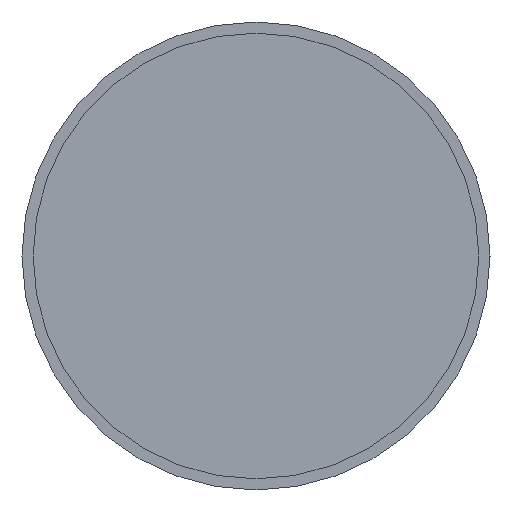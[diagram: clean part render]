
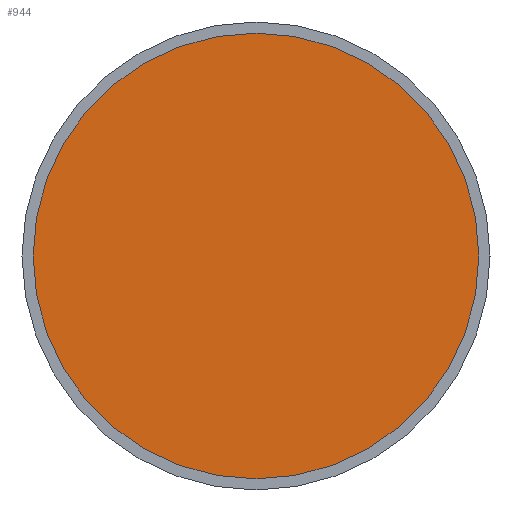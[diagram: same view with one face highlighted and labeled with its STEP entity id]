
A CAD part, front view. The second image highlights one B-rep face of the part: STEP entity #944.
In plain terms, the highlighted planar face has unit normal (0, -1, 0).
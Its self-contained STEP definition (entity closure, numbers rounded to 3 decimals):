
#70=PLANE('',#1107);
#128=FACE_OUTER_BOUND('',#187,.T.);
#187=EDGE_LOOP('',(#821,#822));
#318=CIRCLE('',#1105,20.);
#319=CIRCLE('',#1106,20.);
#413=VERTEX_POINT('',#1741);
#414=VERTEX_POINT('',#1742);
#548=EDGE_CURVE('',#413,#414,#318,.T.);
#549=EDGE_CURVE('',#414,#413,#319,.T.);
#821=ORIENTED_EDGE('',*,*,#548,.T.);
#822=ORIENTED_EDGE('',*,*,#549,.T.);
#944=ADVANCED_FACE('',(#128),#70,.T.);
#1105=AXIS2_PLACEMENT_3D('',#1743,#1409,#1410);
#1106=AXIS2_PLACEMENT_3D('',#1744,#1411,#1412);
#1107=AXIS2_PLACEMENT_3D('',#1746,#1414,#1415);
#1409=DIRECTION('center_axis',(0.,-1.,0.));
#1410=DIRECTION('ref_axis',(1.,0.,0.));
#1411=DIRECTION('center_axis',(0.,-1.,0.));
#1412=DIRECTION('ref_axis',(1.,0.,0.));
#1414=DIRECTION('center_axis',(0.,-1.,0.));
#1415=DIRECTION('ref_axis',(0.,0.,-1.));
#1741=CARTESIAN_POINT('',(20.,0.,0.));
#1742=CARTESIAN_POINT('',(-20.,0.,0.));
#1743=CARTESIAN_POINT('Origin',(0.,0.,0.));
#1744=CARTESIAN_POINT('Origin',(0.,0.,0.));
#1746=CARTESIAN_POINT('Origin',(10.,0.,0.));
